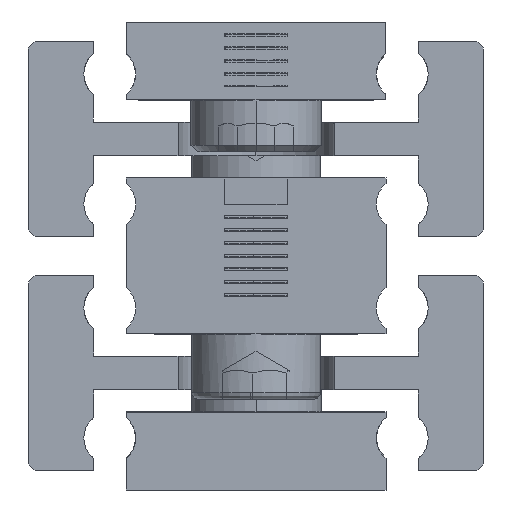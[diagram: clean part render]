
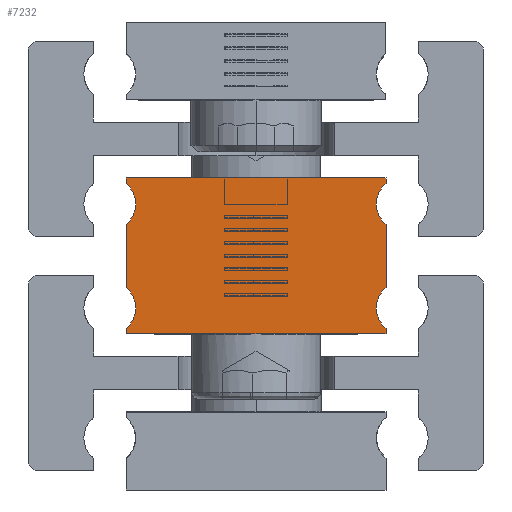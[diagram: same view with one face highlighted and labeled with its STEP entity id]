
A CAD part, front view. The second image highlights one B-rep face of the part: STEP entity #7232.
In plain terms, the highlighted planar face has unit normal (0, -1, 0).
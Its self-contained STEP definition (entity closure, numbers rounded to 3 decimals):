
#6043=CARTESIAN_POINT('',(-9.25,-350.0,-1.5));
#6044=VERTEX_POINT('',#6043);
#6053=CARTESIAN_POINT('',(-10.0,-350.0,0.061));
#6054=VERTEX_POINT('',#6053);
#6055=CARTESIAN_POINT('',(-11.25,-350.0,-1.5));
#6056=DIRECTION('',(0.0,1.0,0.0));
#6057=DIRECTION('',(1.0,0.0,0.0));
#6058=AXIS2_PLACEMENT_3D('',#6055,#6056,#6057);
#6059=CIRCLE('',#6058,2.0);
#6060=EDGE_CURVE('',#6054,#6044,#6059,.T.);
#6087=CARTESIAN_POINT('',(9.25,-350.0,-1.5));
#6088=VERTEX_POINT('',#6087);
#6104=CARTESIAN_POINT('',(10.0,-350.0,0.061));
#6105=VERTEX_POINT('',#6104);
#6112=CARTESIAN_POINT('',(11.25,-350.0,-1.5));
#6113=DIRECTION('',(0.0,1.0,0.0));
#6114=DIRECTION('',(1.0,0.0,0.0));
#6115=AXIS2_PLACEMENT_3D('',#6112,#6113,#6114);
#6116=CIRCLE('',#6115,2.0);
#6117=EDGE_CURVE('',#6088,#6105,#6116,.T.);
#6127=CARTESIAN_POINT('',(-9.25,-350.0,6.5));
#6128=VERTEX_POINT('',#6127);
#6137=CARTESIAN_POINT('',(-10.0,-350.0,8.061));
#6138=VERTEX_POINT('',#6137);
#6139=CARTESIAN_POINT('',(-11.25,-350.0,6.5));
#6140=DIRECTION('',(0.0,1.0,0.0));
#6141=DIRECTION('',(1.0,0.0,0.0));
#6142=AXIS2_PLACEMENT_3D('',#6139,#6140,#6141);
#6143=CIRCLE('',#6142,2.0);
#6144=EDGE_CURVE('',#6138,#6128,#6143,.T.);
#6171=CARTESIAN_POINT('',(9.25,-350.0,6.5));
#6172=VERTEX_POINT('',#6171);
#6188=CARTESIAN_POINT('',(10.0,-350.0,8.061));
#6189=VERTEX_POINT('',#6188);
#6196=CARTESIAN_POINT('',(11.25,-350.0,6.5));
#6197=DIRECTION('',(0.0,1.0,0.0));
#6198=DIRECTION('',(1.0,0.0,0.0));
#6199=AXIS2_PLACEMENT_3D('',#6196,#6197,#6198);
#6200=CIRCLE('',#6199,2.0);
#6201=EDGE_CURVE('',#6172,#6189,#6200,.T.);
#6830=CARTESIAN_POINT('',(-10.,-350.0,8.5));
#6831=VERTEX_POINT('',#6830);
#6838=CARTESIAN_POINT('',(10.0,-350.0,8.5));
#6839=VERTEX_POINT('',#6838);
#6840=CARTESIAN_POINT('',(-10.,-350.0,8.5));
#6841=DIRECTION('',(1.0,0.0,0.0));
#6842=VECTOR('',#6841,20.);
#6843=LINE('',#6840,#6842);
#6844=EDGE_CURVE('',#6831,#6839,#6843,.T.);
#6890=CARTESIAN_POINT('',(10.0,-350.0,4.939));
#6891=VERTEX_POINT('',#6890);
#6892=CARTESIAN_POINT('',(11.25,-350.0,6.5));
#6893=DIRECTION('',(0.0,1.0,0.0));
#6894=DIRECTION('',(1.0,0.0,0.0));
#6895=AXIS2_PLACEMENT_3D('',#6892,#6893,#6894);
#6896=CIRCLE('',#6895,2.0);
#6897=EDGE_CURVE('',#6891,#6172,#6896,.T.);
#6932=CARTESIAN_POINT('',(-10.0,-350.0,4.939));
#6933=VERTEX_POINT('',#6932);
#6940=CARTESIAN_POINT('',(-11.25,-350.0,6.5));
#6941=DIRECTION('',(0.0,1.0,0.0));
#6942=DIRECTION('',(1.0,0.0,0.0));
#6943=AXIS2_PLACEMENT_3D('',#6940,#6941,#6942);
#6944=CIRCLE('',#6943,2.0);
#6945=EDGE_CURVE('',#6128,#6933,#6944,.T.);
#6956=CARTESIAN_POINT('',(10.0,-350.0,4.939));
#6957=DIRECTION('',(0.0,0.0,-1.0));
#6958=VECTOR('',#6957,4.878);
#6959=LINE('',#6956,#6958);
#6960=EDGE_CURVE('',#6891,#6105,#6959,.T.);
#6985=CARTESIAN_POINT('',(10.0,-350.0,8.5));
#6986=DIRECTION('',(0.0,0.0,-1.0));
#6987=VECTOR('',#6986,0.439);
#6988=LINE('',#6985,#6987);
#6989=EDGE_CURVE('',#6839,#6189,#6988,.T.);
#7007=CARTESIAN_POINT('',(-10.0,-350.0,0.061));
#7008=DIRECTION('',(0.0,0.0,1.0));
#7009=VECTOR('',#7008,4.878);
#7010=LINE('',#7007,#7009);
#7011=EDGE_CURVE('',#6054,#6933,#7010,.T.);
#7087=CARTESIAN_POINT('',(10.0,-350.0,-3.061));
#7088=VERTEX_POINT('',#7087);
#7089=CARTESIAN_POINT('',(11.25,-350.0,-1.5));
#7090=DIRECTION('',(0.0,1.0,0.0));
#7091=DIRECTION('',(1.0,0.0,0.0));
#7092=AXIS2_PLACEMENT_3D('',#7089,#7090,#7091);
#7093=CIRCLE('',#7092,2.0);
#7094=EDGE_CURVE('',#7088,#6088,#7093,.T.);
#7113=CARTESIAN_POINT('',(-10.0,-350.0,-3.061));
#7114=VERTEX_POINT('',#7113);
#7121=CARTESIAN_POINT('',(-11.25,-350.0,-1.5));
#7122=DIRECTION('',(0.0,1.0,0.0));
#7123=DIRECTION('',(1.0,0.0,0.0));
#7124=AXIS2_PLACEMENT_3D('',#7121,#7122,#7123);
#7125=CIRCLE('',#7124,2.0);
#7126=EDGE_CURVE('',#6044,#7114,#7125,.T.);
#7137=CARTESIAN_POINT('',(10.0,-350.0,-3.5));
#7138=VERTEX_POINT('',#7137);
#7139=CARTESIAN_POINT('',(10.0,-350.0,-3.061));
#7140=DIRECTION('',(0.0,0.0,-1.0));
#7141=VECTOR('',#7140,0.439);
#7142=LINE('',#7139,#7141);
#7143=EDGE_CURVE('',#7088,#7138,#7142,.T.);
#7162=CARTESIAN_POINT('',(-10.0,-350.0,-3.5));
#7163=VERTEX_POINT('',#7162);
#7170=CARTESIAN_POINT('',(-10.0,-350.0,-3.5));
#7171=DIRECTION('',(0.0,0.0,1.0));
#7172=VECTOR('',#7171,0.439);
#7173=LINE('',#7170,#7172);
#7174=EDGE_CURVE('',#7163,#7114,#7173,.T.);
#7185=CARTESIAN_POINT('',(-10.0,-350.0,8.061));
#7186=DIRECTION('',(0.0,0.0,1.0));
#7187=VECTOR('',#7186,0.439);
#7188=LINE('',#7185,#7187);
#7189=EDGE_CURVE('',#6138,#6831,#7188,.T.);
#7196=CARTESIAN_POINT('',(0.,-350.0,-1.));
#7197=DIRECTION('',(0.0,1.0,0.0));
#7198=DIRECTION('',(0.0,0.0,1.0));
#7199=AXIS2_PLACEMENT_3D('',#7196,#7197,#7198);
#7200=PLANE('',#7199);
#7201=ORIENTED_EDGE('',*,*,#6897,.T.);
#7202=ORIENTED_EDGE('',*,*,#6201,.T.);
#7203=ORIENTED_EDGE('',*,*,#6989,.F.);
#7204=ORIENTED_EDGE('',*,*,#6844,.F.);
#7205=ORIENTED_EDGE('',*,*,#7189,.F.);
#7206=ORIENTED_EDGE('',*,*,#6144,.T.);
#7207=ORIENTED_EDGE('',*,*,#6945,.T.);
#7208=ORIENTED_EDGE('',*,*,#7011,.F.);
#7209=ORIENTED_EDGE('',*,*,#6060,.T.);
#7210=ORIENTED_EDGE('',*,*,#7126,.T.);
#7211=ORIENTED_EDGE('',*,*,#7174,.F.);
#7212=CARTESIAN_POINT('',(0.,-350.0,-3.5));
#7213=VERTEX_POINT('',#7212);
#7214=CARTESIAN_POINT('',(0.,-350.0,-3.5));
#7215=DIRECTION('',(-1.0,0.0,0.0));
#7216=VECTOR('',#7215,10.);
#7217=LINE('',#7214,#7216);
#7218=EDGE_CURVE('',#7213,#7163,#7217,.T.);
#7219=ORIENTED_EDGE('',*,*,#7218,.F.);
#7220=CARTESIAN_POINT('',(10.0,-350.0,-3.5));
#7221=DIRECTION('',(-1.0,0.0,0.0));
#7222=VECTOR('',#7221,10.);
#7223=LINE('',#7220,#7222);
#7224=EDGE_CURVE('',#7138,#7213,#7223,.T.);
#7225=ORIENTED_EDGE('',*,*,#7224,.F.);
#7226=ORIENTED_EDGE('',*,*,#7143,.F.);
#7227=ORIENTED_EDGE('',*,*,#7094,.T.);
#7228=ORIENTED_EDGE('',*,*,#6117,.T.);
#7229=ORIENTED_EDGE('',*,*,#6960,.F.);
#7230=EDGE_LOOP('',(#7201,#7202,#7203,#7204,#7205,#7206,#7207,#7208,#7209,#7210,#7211,#7219,#7225,#7226,#7227,#7228,#7229));
#7231=FACE_OUTER_BOUND('',#7230,.T.);
#7232=ADVANCED_FACE('',(#7231),#7200,.F.);
